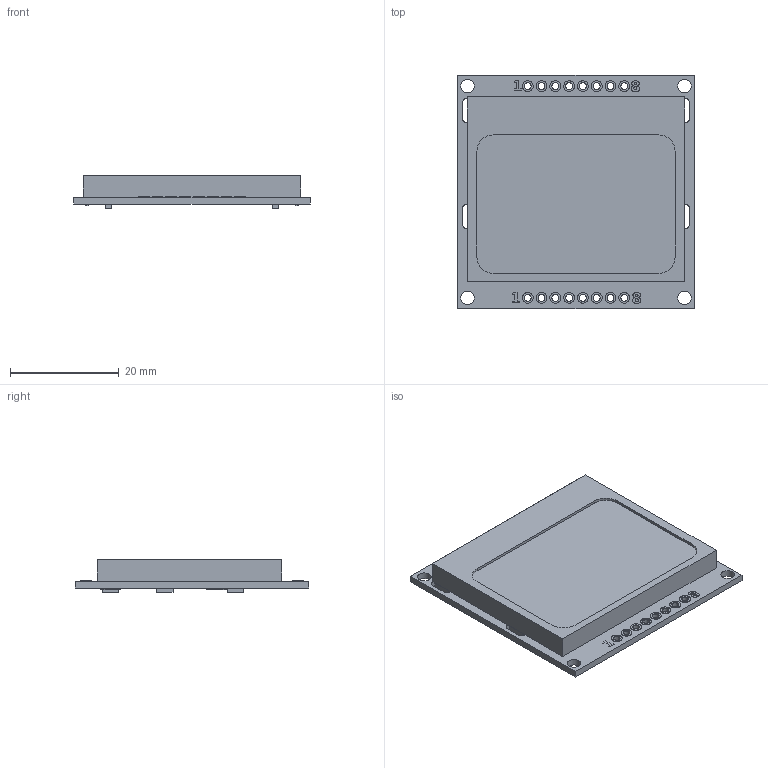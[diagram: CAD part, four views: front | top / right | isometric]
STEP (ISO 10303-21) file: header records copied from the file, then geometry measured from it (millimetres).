
FILE_DESCRIPTION(('FreeCAD Model'),'2;1');
FILE_NAME('Open CASCADE Shape Model','2022-02-16T11:52:21',('Author'),( ''),'Open CASCADE STEP processor 7.5','FreeCAD','Unknown');
FILE_SCHEMA(('AUTOMOTIVE_DESIGN { 1 0 10303 214 1 1 1 1 }'));
Length unit declared in the file: millimetre
Products named in the file (10): Nokia5110; Board; plate001; plate002; plate003; Body004; 1; 8; 1L; 8L
Assembly tree (9 placements, depth 2):
  Nokia5110
    Board
    plate001
    plate002
    plate003
    Body004
    1
    8
    1L
    8L
Bounding box: 43.5 x 43 x 6.05 mm (x, y, z)
Volume: 7263.2 mm3; surface area: 4814.7 mm2
Topology: 5 solids, 9 shells, 230 faces, 586 edges, 406 vertices
Faces by surface type: plane 126, cylinder 104
Full cylindrical faces by diameter (mm): 1.25 x48, 2 x32, 2.5 x4
Entity records: 14906 total; most frequent: CARTESIAN_POINT 2806, DIRECTION 2136, LINE 1168, VECTOR 1168, ORIENTED_EDGE 1086, PCURVE 1086, DEFINITIONAL_REPRESENTATION 1086, EDGE_CURVE 586
